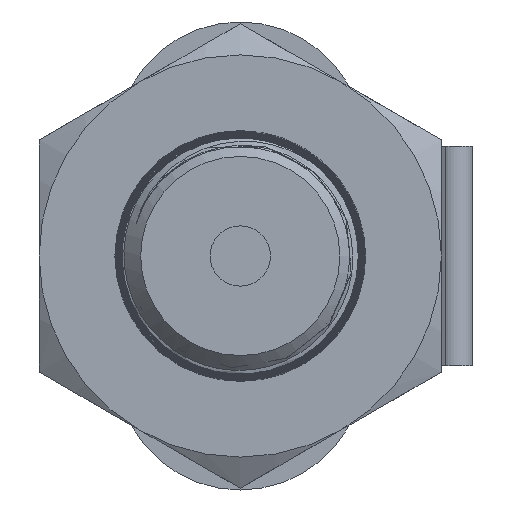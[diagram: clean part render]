
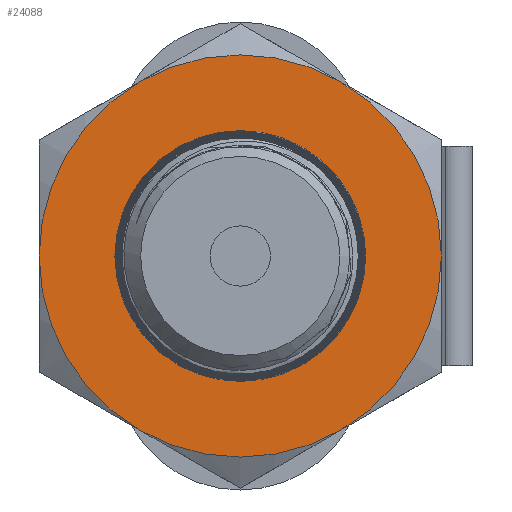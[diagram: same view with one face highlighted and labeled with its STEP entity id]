
A CAD part, left-side view. The second image highlights one B-rep face of the part: STEP entity #24088.
In plain terms, the highlighted planar face has unit normal (-1, 0, 0).
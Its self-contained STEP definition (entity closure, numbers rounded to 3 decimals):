
#492=FACE_BOUND('',#3314,.T.);
#914=PLANE('',#25291);
#1910=FACE_OUTER_BOUND('',#3313,.T.);
#3313=EDGE_LOOP('',(#18150,#18151,#18152,#18153,#18154,#18155));
#3314=EDGE_LOOP('',(#18156));
#4426=CIRCLE('',#25193,6.86);
#4447=CIRCLE('',#25257,11.);
#4448=CIRCLE('',#25259,11.);
#4449=CIRCLE('',#25261,11.);
#4450=CIRCLE('',#25263,11.);
#4451=CIRCLE('',#25265,11.);
#4452=CIRCLE('',#25267,11.);
#10226=VERTEX_POINT('',#34131);
#10787=VERTEX_POINT('',#45057);
#10788=VERTEX_POINT('',#45061);
#10790=VERTEX_POINT('',#45068);
#10792=VERTEX_POINT('',#45078);
#10794=VERTEX_POINT('',#45091);
#10796=VERTEX_POINT('',#45101);
#12652=EDGE_CURVE('',#10226,#10226,#4426,.T.);
#13494=EDGE_CURVE('',#10787,#10788,#4447,.T.);
#13497=EDGE_CURVE('',#10790,#10787,#4448,.T.);
#13500=EDGE_CURVE('',#10792,#10790,#4449,.T.);
#13502=EDGE_CURVE('',#10794,#10792,#4450,.T.);
#13505=EDGE_CURVE('',#10796,#10794,#4451,.T.);
#13508=EDGE_CURVE('',#10788,#10796,#4452,.T.);
#18150=ORIENTED_EDGE('',*,*,#13508,.T.);
#18151=ORIENTED_EDGE('',*,*,#13505,.T.);
#18152=ORIENTED_EDGE('',*,*,#13502,.T.);
#18153=ORIENTED_EDGE('',*,*,#13500,.T.);
#18154=ORIENTED_EDGE('',*,*,#13497,.T.);
#18155=ORIENTED_EDGE('',*,*,#13494,.T.);
#18156=ORIENTED_EDGE('',*,*,#12652,.T.);
#24088=ADVANCED_FACE('',(#1910,#492),#914,.T.);
#25193=AXIS2_PLACEMENT_3D('',#34132,#27021,#27022);
#25257=AXIS2_PLACEMENT_3D('',#45065,#27443,#27444);
#25259=AXIS2_PLACEMENT_3D('',#45075,#27447,#27448);
#25261=AXIS2_PLACEMENT_3D('',#45085,#27451,#27452);
#25263=AXIS2_PLACEMENT_3D('',#45092,#27455,#27456);
#25265=AXIS2_PLACEMENT_3D('',#45102,#27459,#27460);
#25267=AXIS2_PLACEMENT_3D('',#45111,#27463,#27464);
#25291=AXIS2_PLACEMENT_3D('',#45196,#27519,#27520);
#27021=DIRECTION('center_axis',(1.,0.,0.));
#27022=DIRECTION('ref_axis',(0.,0.,-1.));
#27443=DIRECTION('center_axis',(-1.,0.,0.));
#27444=DIRECTION('ref_axis',(0.,1.,0.));
#27447=DIRECTION('center_axis',(-1.,0.,0.));
#27448=DIRECTION('ref_axis',(0.,1.,0.));
#27451=DIRECTION('center_axis',(-1.,0.,0.));
#27452=DIRECTION('ref_axis',(0.,1.,0.));
#27455=DIRECTION('center_axis',(-1.,0.,0.));
#27456=DIRECTION('ref_axis',(0.,1.,0.));
#27459=DIRECTION('center_axis',(-1.,0.,0.));
#27460=DIRECTION('ref_axis',(0.,1.,0.));
#27463=DIRECTION('center_axis',(-1.,0.,0.));
#27464=DIRECTION('ref_axis',(0.,1.,0.));
#27519=DIRECTION('center_axis',(-1.,0.,0.));
#27520=DIRECTION('ref_axis',(0.,0.,1.));
#34131=CARTESIAN_POINT('',(-36.6,-6.86,0.));
#34132=CARTESIAN_POINT('Origin',(-36.6,0.,0.));
#45057=CARTESIAN_POINT('',(-36.6,-5.5,-9.526));
#45061=CARTESIAN_POINT('',(-36.6,-11.,0.));
#45065=CARTESIAN_POINT('Origin',(-36.6,0.,0.));
#45068=CARTESIAN_POINT('',(-36.6,5.5,-9.526));
#45075=CARTESIAN_POINT('Origin',(-36.6,0.,0.));
#45078=CARTESIAN_POINT('',(-36.6,11.,0.));
#45085=CARTESIAN_POINT('Origin',(-36.6,0.,0.));
#45091=CARTESIAN_POINT('',(-36.6,5.5,9.526));
#45092=CARTESIAN_POINT('Origin',(-36.6,0.,0.));
#45101=CARTESIAN_POINT('',(-36.6,-5.5,9.526));
#45102=CARTESIAN_POINT('Origin',(-36.6,0.,0.));
#45111=CARTESIAN_POINT('Origin',(-36.6,0.,0.));
#45196=CARTESIAN_POINT('Origin',(-36.6,11.,0.));
